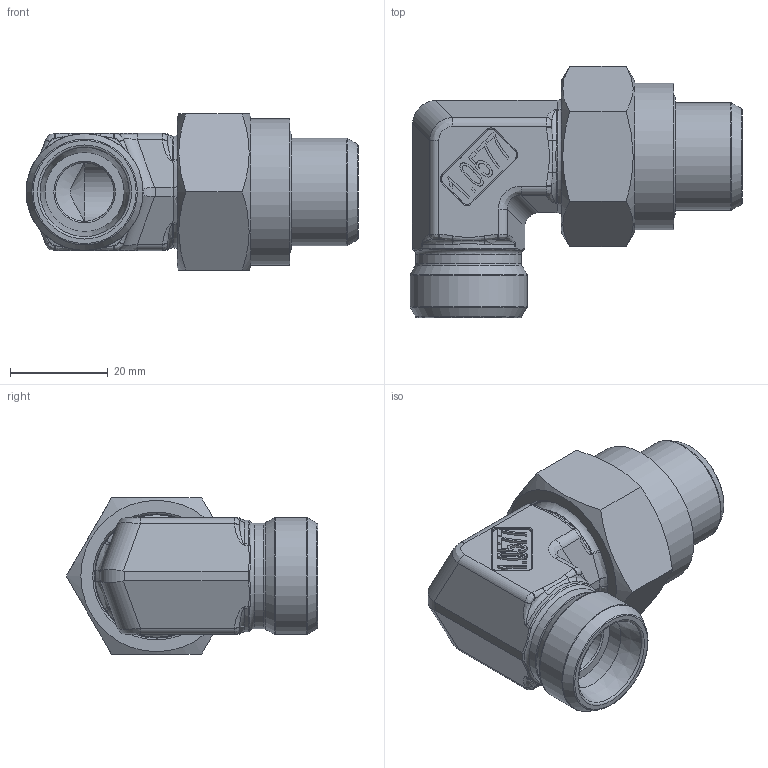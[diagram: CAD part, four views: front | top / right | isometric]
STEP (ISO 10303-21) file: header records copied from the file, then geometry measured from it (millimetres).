
FILE_DESCRIPTION(/* description */ (''),/* implementation_level */ '2;1');
FILE_NAME(/* name */ 'SVM16.stp',/* time_stamp */ '2025-01-10T09:11:44+01:00',/* author */ (''),/* organization */ (''),/* preprocessor_version */ 'ST-DEVELOPER v16',/* originating_system */ 'SIEMENS PLM Software NX 10.0',/* authorisation */ '');
FILE_SCHEMA (('AP203_CONFIGURATION_CONTROLLED_3D_DESIGN_OF_MECHANICAL_PARTS_AND_ASSEMBLIES_MIM_LF { 1 0 10303 403 2 1 2}'));
Length unit declared in the file: millimetre
Products named in the file (1): lwes24B827ADuvfd
Bounding box: 68 x 51.48 x 32 mm (x, y, z)
Volume: 35859.3 mm3; surface area: 16890.5 mm2
Topology: 4 solids, 4 shells, 318 faces, 767 edges, 474 vertices
Faces by surface type: plane 114, cylinder 73, bspline 64, torus 29, cone 19, extrusion 17, revolution 2
Full cylindrical faces by diameter (mm): 12 x2, 16.2 x1, 19.6 x1, 20.5 x1, 21.6 x1, 22 x1, 22.145 x1, 24 x1, 25.234 x3, 25.44 x1, 26.255 x1, 29.95 x1
Entity records: 10653 total; most frequent: CARTESIAN_POINT 4063, ORIENTED_EDGE 1402, DIRECTION 1169, EDGE_CURVE 701, AXIS2_PLACEMENT_3D 478, VERTEX_POINT 457, EDGE_LOOP 386, ADVANCED_FACE 318
